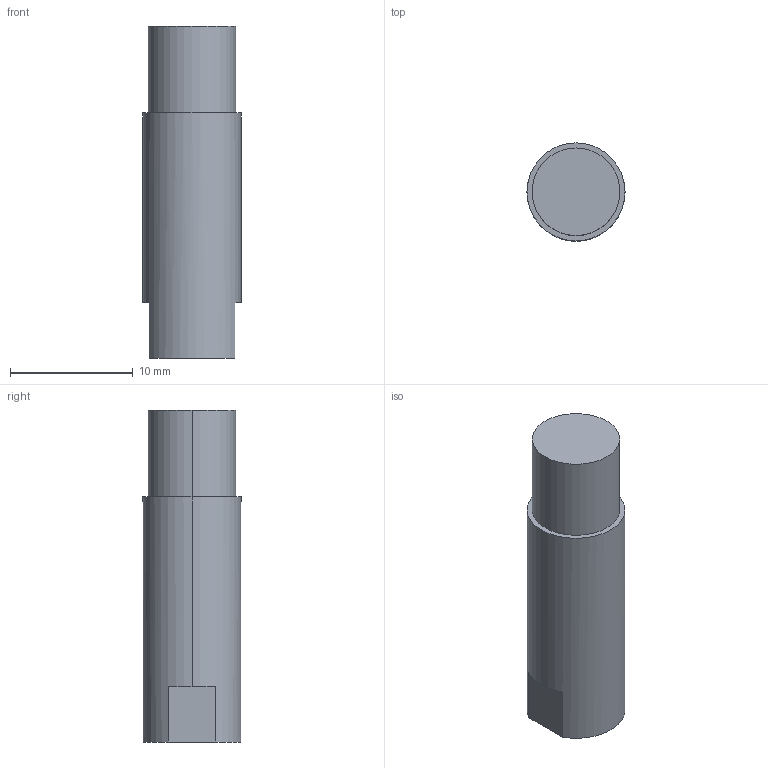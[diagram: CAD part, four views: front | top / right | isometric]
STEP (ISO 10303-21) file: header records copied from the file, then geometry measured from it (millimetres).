
FILE_DESCRIPTION((''),'2;1');
FILE_NAME('194164_ASM','2016-03-14T',('pdmadmin'),(''),'PRO/ENGINEER BY PARAMETRIC TECHNOLOGY CORPORATION, 2013230','PRO/ENGINEER BY PARAMETRIC TECHNOLOGY CORPORATION, 2013230','');
FILE_SCHEMA(('CONFIG_CONTROL_DESIGN'));
Length unit declared in the file: millimetre
Products named in the file (3): FL-M04-1; 800245_ASM; 194164_ASM
Assembly tree (2 placements, depth 3):
  194164_ASM
    800245_ASM
      FL-M04-1
Bounding box: 8 x 8 x 27.1 mm (x, y, z)
Volume: 1224.5 mm3; surface area: 904.2 mm2
Topology: 1 solids, 2 shells, 18 faces, 42 edges, 27 vertices
Faces by surface type: plane 8, cylinder 8, cone 2
Entity records: 618 total; most frequent: DIRECTION 114, CARTESIAN_POINT 93, ORIENTED_EDGE 76, AXIS2_PLACEMENT_3D 48, EDGE_CURVE 40, VERTEX_POINT 27, CIRCLE 22, EDGE_LOOP 21
